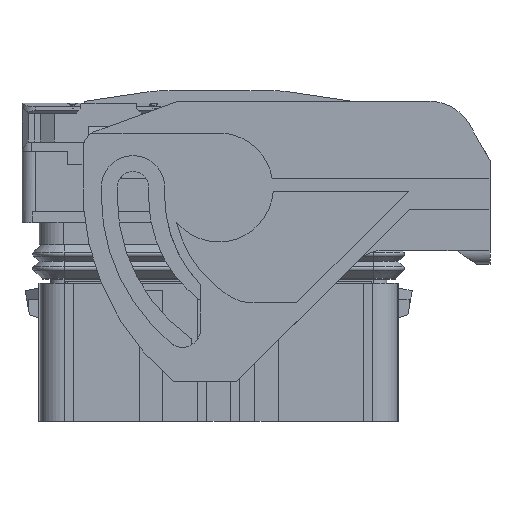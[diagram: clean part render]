
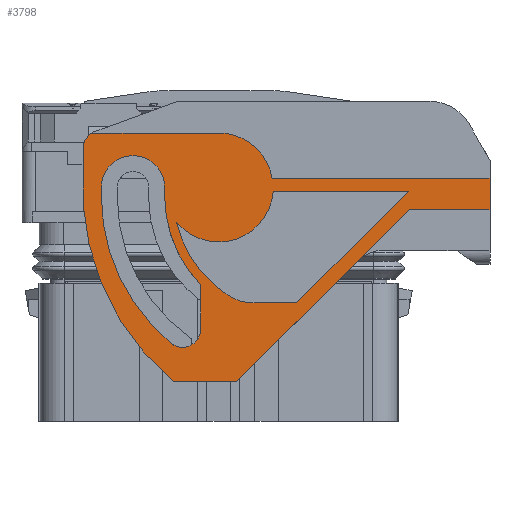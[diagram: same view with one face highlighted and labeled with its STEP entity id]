
A CAD part, front view. The second image highlights one B-rep face of the part: STEP entity #3798.
In plain terms, the highlighted planar face has unit normal (0, -1, 0).
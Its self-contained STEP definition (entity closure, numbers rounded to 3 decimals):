
#3798=ADVANCED_FACE('',(#16527,#16528,#16529),#5667,.T.);
#5667=PLANE('',#42111);
#6730=CIRCLE('',#42038,2.);
#6749=CIRCLE('',#42094,2.);
#6750=CIRCLE('',#42097,13.975);
#6751=CIRCLE('',#42100,3.5);
#6752=CIRCLE('',#42103,20.975);
#6753=CIRCLE('',#42105,6.);
#6754=CIRCLE('',#42107,28.);
#6755=CIRCLE('',#42108,5.);
#6756=CIRCLE('',#42109,12.975);
#6757=CIRCLE('',#42110,6.05);
#10190=LINE('',#63338,#14913);
#10378=LINE('',#63811,#15101);
#10389=LINE('',#63840,#15112);
#10406=LINE('',#63882,#15129);
#10423=LINE('',#63941,#15146);
#10432=LINE('',#63963,#15155);
#10440=LINE('',#63984,#15163);
#10443=LINE('',#63992,#15166);
#10446=LINE('',#64000,#15169);
#10447=LINE('',#64008,#15170);
#10448=LINE('',#64016,#15171);
#10449=LINE('',#64018,#15172);
#10450=LINE('',#64020,#15173);
#14913=VECTOR('',#49206,1.);
#15101=VECTOR('',#49664,1.);
#15112=VECTOR('',#49695,1.);
#15129=VECTOR('',#49734,1.);
#15146=VECTOR('',#49789,1.);
#15155=VECTOR('',#49824,1.);
#15163=VECTOR('',#49846,1.);
#15166=VECTOR('',#49855,1.);
#15169=VECTOR('',#49864,1.);
#15170=VECTOR('',#49877,1.);
#15171=VECTOR('',#49884,1.);
#15172=VECTOR('',#49885,1.);
#15173=VECTOR('',#49886,1.);
#16527=FACE_BOUND('',#18005,.T.);
#16528=FACE_BOUND('',#18006,.T.);
#16529=FACE_BOUND('',#18007,.T.);
#18005=EDGE_LOOP('',(#26834,#26835,#26836,#26837,#26838,#26839,#26840,#26841,
#26842,#26843));
#18006=EDGE_LOOP('',(#26844,#26845,#26846,#26847,#26848,#26849));
#18007=EDGE_LOOP('',(#26850,#26851,#26852,#26853,#26854,#26855,#26856));
#26834=ORIENTED_EDGE('',*,*,#38067,.F.);
#26835=ORIENTED_EDGE('',*,*,#38401,.T.);
#26836=ORIENTED_EDGE('',*,*,#38380,.T.);
#26837=ORIENTED_EDGE('',*,*,#38307,.T.);
#26838=ORIENTED_EDGE('',*,*,#38305,.T.);
#26839=ORIENTED_EDGE('',*,*,#38402,.T.);
#26840=ORIENTED_EDGE('',*,*,#38403,.T.);
#26841=ORIENTED_EDGE('',*,*,#38341,.T.);
#26842=ORIENTED_EDGE('',*,*,#38371,.T.);
#26843=ORIENTED_EDGE('',*,*,#38319,.F.);
#26844=ORIENTED_EDGE('',*,*,#38404,.F.);
#26845=ORIENTED_EDGE('',*,*,#38405,.F.);
#26846=ORIENTED_EDGE('',*,*,#38406,.T.);
#26847=ORIENTED_EDGE('',*,*,#38407,.T.);
#26848=ORIENTED_EDGE('',*,*,#38408,.T.);
#26849=ORIENTED_EDGE('',*,*,#38409,.T.);
#26850=ORIENTED_EDGE('',*,*,#38393,.F.);
#26851=ORIENTED_EDGE('',*,*,#38391,.T.);
#26852=ORIENTED_EDGE('',*,*,#38388,.T.);
#26853=ORIENTED_EDGE('',*,*,#38400,.T.);
#26854=ORIENTED_EDGE('',*,*,#38399,.T.);
#26855=ORIENTED_EDGE('',*,*,#38396,.T.);
#26856=ORIENTED_EDGE('',*,*,#38395,.T.);
#33147=VERTEX_POINT('',#63332);
#33150=VERTEX_POINT('',#63337);
#33300=VERTEX_POINT('',#63810);
#33301=VERTEX_POINT('',#63812);
#33302=VERTEX_POINT('',#63817);
#33309=VERTEX_POINT('',#63841);
#33322=VERTEX_POINT('',#63881);
#33323=VERTEX_POINT('',#63883);
#33346=VERTEX_POINT('',#63964);
#33349=VERTEX_POINT('',#63977);
#33350=VERTEX_POINT('',#63979);
#33351=VERTEX_POINT('',#63983);
#33352=VERTEX_POINT('',#63987);
#33353=VERTEX_POINT('',#63991);
#33354=VERTEX_POINT('',#63995);
#33355=VERTEX_POINT('',#63999);
#33356=VERTEX_POINT('',#64007);
#33357=VERTEX_POINT('',#64010);
#33358=VERTEX_POINT('',#64011);
#33359=VERTEX_POINT('',#64013);
#33360=VERTEX_POINT('',#64015);
#33361=VERTEX_POINT('',#64017);
#33362=VERTEX_POINT('',#64019);
#38067=EDGE_CURVE('',#33150,#33147,#10190,.T.);
#38305=EDGE_CURVE('',#33301,#33300,#10378,.T.);
#38307=EDGE_CURVE('',#33302,#33301,#6730,.T.);
#38319=EDGE_CURVE('',#33147,#33309,#10389,.T.);
#38341=EDGE_CURVE('',#33323,#33322,#10406,.T.);
#38371=EDGE_CURVE('',#33322,#33309,#10423,.T.);
#38380=EDGE_CURVE('',#33346,#33302,#10432,.T.);
#38388=EDGE_CURVE('',#33350,#33349,#6749,.T.);
#38391=EDGE_CURVE('',#33351,#33350,#10440,.T.);
#38393=EDGE_CURVE('',#33351,#33352,#6750,.T.);
#38395=EDGE_CURVE('',#33353,#33352,#10443,.T.);
#38396=EDGE_CURVE('',#33354,#33353,#6751,.T.);
#38399=EDGE_CURVE('',#33355,#33354,#10446,.T.);
#38400=EDGE_CURVE('',#33349,#33355,#6752,.T.);
#38401=EDGE_CURVE('',#33150,#33346,#6753,.T.);
#38402=EDGE_CURVE('',#33300,#33356,#6754,.T.);
#38403=EDGE_CURVE('',#33356,#33323,#10447,.T.);
#38404=EDGE_CURVE('',#33357,#33358,#6755,.T.);
#38405=EDGE_CURVE('',#33359,#33357,#6756,.T.);
#38406=EDGE_CURVE('',#33359,#33360,#6757,.T.);
#38407=EDGE_CURVE('',#33360,#33361,#10448,.T.);
#38408=EDGE_CURVE('',#33361,#33362,#10449,.T.);
#38409=EDGE_CURVE('',#33362,#33358,#10450,.T.);
#42038=AXIS2_PLACEMENT_3D('',#63816,#49670,#49671);
#42094=AXIS2_PLACEMENT_3D('',#63978,#49840,#49841);
#42097=AXIS2_PLACEMENT_3D('',#63988,#49850,#49851);
#42100=AXIS2_PLACEMENT_3D('',#63994,#49858,#49859);
#42103=AXIS2_PLACEMENT_3D('',#64002,#49867,#49868);
#42105=AXIS2_PLACEMENT_3D('',#64004,#49871,#49872);
#42107=AXIS2_PLACEMENT_3D('',#64006,#49875,#49876);
#42108=AXIS2_PLACEMENT_3D('',#64009,#49878,#49879);
#42109=AXIS2_PLACEMENT_3D('',#64012,#49880,#49881);
#42110=AXIS2_PLACEMENT_3D('',#64014,#49882,#49883);
#42111=AXIS2_PLACEMENT_3D('',#64021,#49887,#49888);
#49206=DIRECTION('',(1.,0.,0.));
#49664=DIRECTION('',(0.,0.,-1.));
#49670=DIRECTION('',(0.,-1.,0.));
#49671=DIRECTION('',(0.,0.,-1.));
#49695=DIRECTION('',(0.,0.,-1.));
#49734=DIRECTION('',(0.709,0.,0.705));
#49789=DIRECTION('',(1.,0.,0.));
#49824=DIRECTION('',(-1.,0.,0.));
#49840=DIRECTION('',(0.,1.,0.));
#49841=DIRECTION('',(0.,0.,-1.));
#49846=DIRECTION('',(0.,0.,-1.));
#49850=DIRECTION('',(0.,1.,0.));
#49851=DIRECTION('',(0.,0.,-1.));
#49855=DIRECTION('',(0.,0.,-1.));
#49858=DIRECTION('',(0.,1.,0.));
#49859=DIRECTION('',(0.,0.,-1.));
#49864=DIRECTION('',(0.,0.,1.));
#49867=DIRECTION('',(0.,1.,0.));
#49868=DIRECTION('',(0.,0.,-1.));
#49871=DIRECTION('',(0.,-1.,0.));
#49872=DIRECTION('',(0.,0.,-1.));
#49875=DIRECTION('',(0.,-1.,0.));
#49876=DIRECTION('',(0.,0.,-1.));
#49877=DIRECTION('',(1.,0.,0.));
#49878=DIRECTION('',(0.,-1.,0.));
#49879=DIRECTION('',(0.,0.,-1.));
#49880=DIRECTION('',(0.,-1.,0.));
#49881=DIRECTION('',(0.,0.,-1.));
#49882=DIRECTION('',(0.,-1.,0.));
#49883=DIRECTION('',(0.,0.,-1.));
#49884=DIRECTION('',(1.,0.,0.));
#49885=DIRECTION('',(-0.709,0.,-0.705));
#49886=DIRECTION('',(-1.,0.,0.));
#49887=DIRECTION('',(0.,-1.,0.));
#49888=DIRECTION('',(-1.,0.,0.));
#63332=CARTESIAN_POINT('',(30.,-17.2,26.9));
#63337=CARTESIAN_POINT('',(5.916,-17.2,26.9));
#63338=CARTESIAN_POINT('',(33.9,-17.2,26.9));
#63810=CARTESIAN_POINT('',(-15.,-17.2,24.029));
#63811=CARTESIAN_POINT('',(-15.,-17.2,34.05));
#63812=CARTESIAN_POINT('',(-15.,-17.2,30.188));
#63816=CARTESIAN_POINT('',(-13.,-17.2,30.188));
#63817=CARTESIAN_POINT('',(-14.035,-17.2,31.9));
#63840=CARTESIAN_POINT('',(30.,-17.2,29.411));
#63841=CARTESIAN_POINT('',(30.,-17.2,23.4));
#63881=CARTESIAN_POINT('',(21.087,-17.2,23.4));
#63882=CARTESIAN_POINT('',(32.848,-17.2,35.107));
#63883=CARTESIAN_POINT('',(2.,-17.2,4.4));
#63941=CARTESIAN_POINT('',(33.9,-17.2,23.4));
#63963=CARTESIAN_POINT('',(33.9,-17.2,31.9));
#63964=CARTESIAN_POINT('',(0.,-17.2,31.9));
#63977=CARTESIAN_POINT('',(-5.265,-17.2,8.652));
#63978=CARTESIAN_POINT('',(-4.,-17.2,10.201));
#63979=CARTESIAN_POINT('',(-2.,-17.2,10.201));
#63983=CARTESIAN_POINT('',(-2.,-17.2,15.138));
#63984=CARTESIAN_POINT('',(-2.,-17.2,34.05));
#63987=CARTESIAN_POINT('',(-5.975,-17.2,24.9));
#63988=CARTESIAN_POINT('',(8.,-17.2,24.9));
#63991=CARTESIAN_POINT('',(-5.975,-17.2,25.9));
#63992=CARTESIAN_POINT('',(-5.975,-17.2,34.05));
#63994=CARTESIAN_POINT('',(-9.475,-17.2,25.9));
#63995=CARTESIAN_POINT('',(-12.975,-17.2,25.9));
#63999=CARTESIAN_POINT('',(-12.975,-17.2,24.9));
#64000=CARTESIAN_POINT('',(-12.975,-17.2,34.05));
#64002=CARTESIAN_POINT('',(8.,-17.2,24.9));
#64004=CARTESIAN_POINT('',(0.,-17.2,25.9));
#64006=CARTESIAN_POINT('',(12.937,-17.2,25.9));
#64007=CARTESIAN_POINT('',(-5.,-17.2,4.4));
#64008=CARTESIAN_POINT('',(33.9,-17.2,4.4));
#64009=CARTESIAN_POINT('',(3.793,-17.2,18.125));
#64010=CARTESIAN_POINT('',(1.155,-17.2,13.877));
#64011=CARTESIAN_POINT('',(3.793,-17.2,13.125));
#64012=CARTESIAN_POINT('',(8.,-17.2,24.9));
#64013=CARTESIAN_POINT('',(-4.655,-17.2,22.035));
#64014=CARTESIAN_POINT('',(0.,-17.2,25.9));
#64015=CARTESIAN_POINT('',(6.029,-17.2,25.4));
#64016=CARTESIAN_POINT('',(33.9,-17.2,25.4));
#64017=CARTESIAN_POINT('',(20.97,-17.2,25.4));
#64018=CARTESIAN_POINT('',(31.79,-17.2,36.17));
#64019=CARTESIAN_POINT('',(8.639,-17.2,13.125));
#64020=CARTESIAN_POINT('',(33.9,-17.2,13.125));
#64021=CARTESIAN_POINT('',(33.9,-17.2,34.05));
